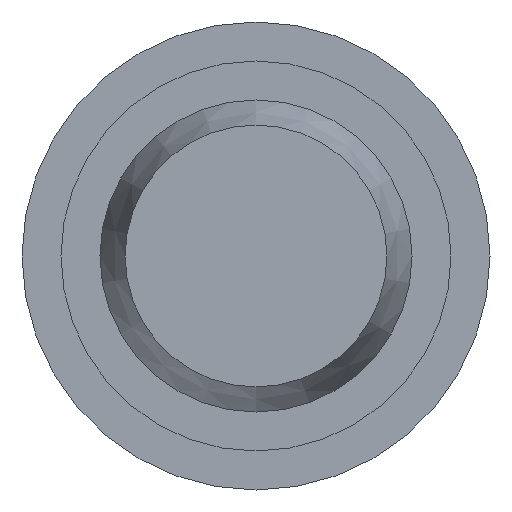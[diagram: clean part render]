
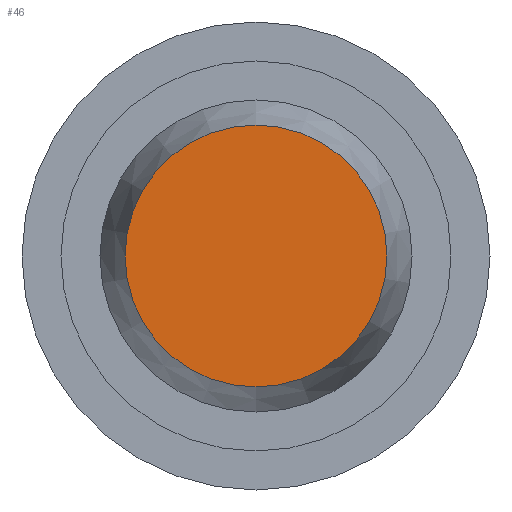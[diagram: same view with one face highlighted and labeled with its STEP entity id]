
A CAD part, front view. The second image highlights one B-rep face of the part: STEP entity #46.
In plain terms, the highlighted planar face has unit normal (0, -1, 0).
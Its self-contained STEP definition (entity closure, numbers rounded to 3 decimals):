
#46 = ADVANCED_FACE( '', ( #96 ), #97, .F. );
#96 = FACE_OUTER_BOUND( '', #149, .T. );
#97 = PLANE( '', #150 );
#149 = EDGE_LOOP( '', ( #206 ) );
#150 = AXIS2_PLACEMENT_3D( '', #207, #208, #209 );
#206 = ORIENTED_EDGE( '', *, *, #259, .T. );
#207 = CARTESIAN_POINT( '', ( 1.678, 0., 0. ) );
#208 = DIRECTION( '', ( 0., 1., 0. ) );
#209 = DIRECTION( '', ( 0., 0., 1. ) );
#259 = EDGE_CURVE( '', #289, #289, #290, .T. );
#289 = VERTEX_POINT( '', #323 );
#290 = CIRCLE( '', #324, 1.678 );
#323 = CARTESIAN_POINT( '', ( 0., 0., -1.678 ) );
#324 = AXIS2_PLACEMENT_3D( '', #358, #359, #360 );
#358 = CARTESIAN_POINT( '', ( 0., 0., 0. ) );
#359 = DIRECTION( '', ( 0., -1., 0. ) );
#360 = DIRECTION( '', ( 0., 0., -1. ) );
